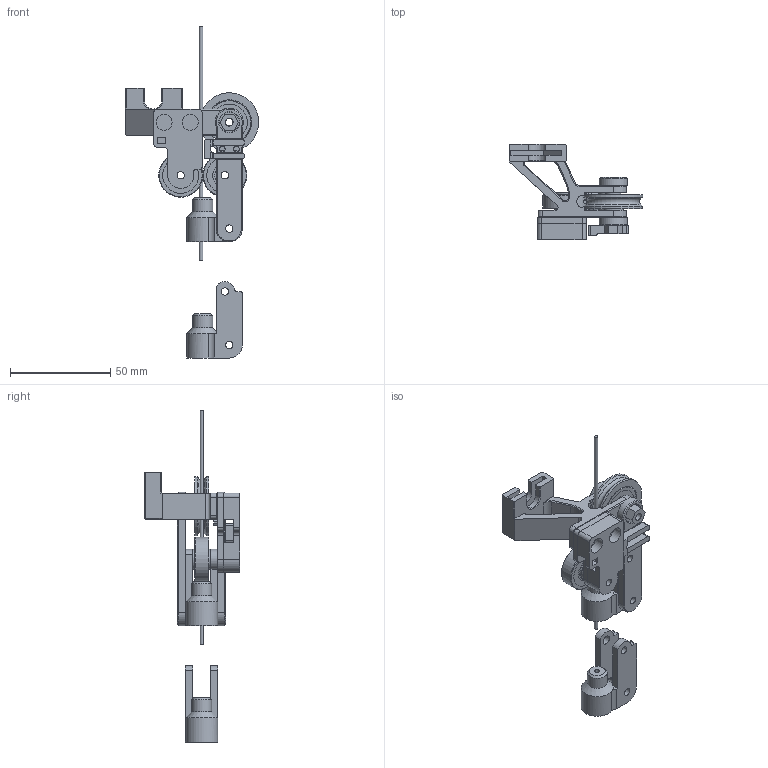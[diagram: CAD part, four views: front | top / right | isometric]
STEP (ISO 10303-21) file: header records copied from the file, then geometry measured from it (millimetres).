
FILE_DESCRIPTION(/* description */ (''),/* implementation_level */ '2;1');
FILE_NAME(/* name */ 'assembley.step',/* time_stamp */ '2021-07-03T13:55:41-04:00',/* author */ (''),/* organization */ (''),/* preprocessor_version */ 'ST-DEVELOPER v18.1',/* originating_system */ 'Autodesk Translation Framework v10.9.0.1377',/* authorisation */ '');
FILE_SCHEMA (('AUTOMOTIVE_DESIGN { 1 0 10303 214 3 1 1 }'));
Length unit declared in the file: millimetre
Products named in the file (3): runout-sensor-2; assembley; cosmetic
Assembly tree (2 placements, depth 2):
  runout-sensor-2
    assembley
    cosmetic
Bounding box: 66.5 x 47.7 x 165.68 mm (x, y, z)
Volume: 42290.4 mm3; surface area: 37440.7 mm2
Topology: 22 solids, 25 shells, 465 faces, 1078 edges, 690 vertices
Faces by surface type: plane 236, cylinder 175, cone 38, torus 9, bspline 7
Full cylindrical faces by diameter (mm): 1.75 x1, 2.4 x1, 2.9 x2, 3.7 x11, 3.9 x1, 4.2 x10, 4.4 x1, 4.5 x9, 7.7 x7, 8 x5, 10 x12, 10.147 x7, 10.5 x2, 12 x12, 18 x12, 22 x3, 22.3 x1
Entity records: 15818 total; most frequent: CARTESIAN_POINT 4681, DIRECTION 2354, ORIENTED_EDGE 2156, EDGE_CURVE 1078, AXIS2_PLACEMENT_3D 860, VERTEX_POINT 690, LINE 634, VECTOR 634
